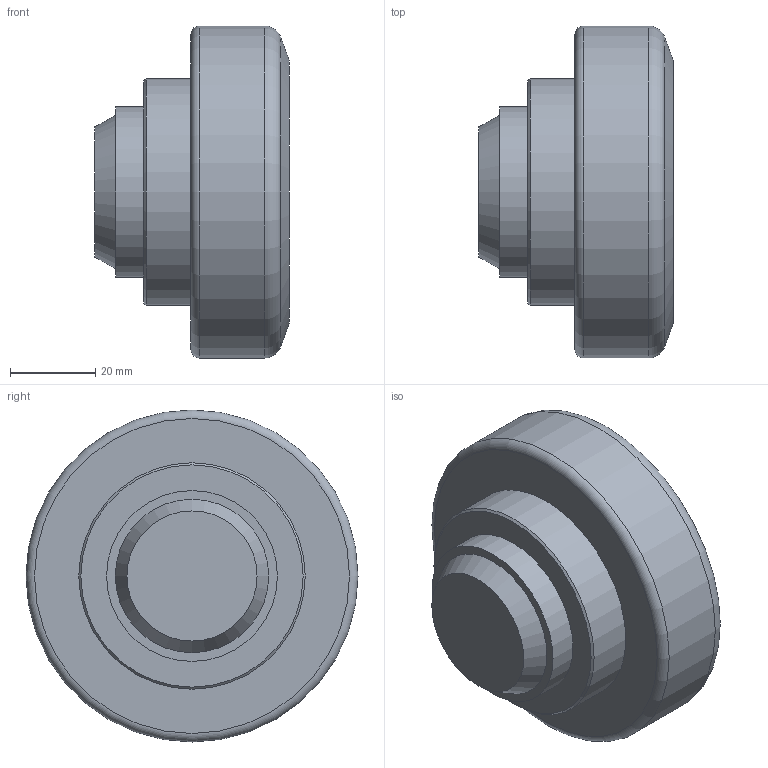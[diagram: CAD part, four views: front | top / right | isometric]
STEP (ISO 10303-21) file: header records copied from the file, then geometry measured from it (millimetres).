
FILE_DESCRIPTION(/* description */ (''),/* implementation_level */ '2;1');
FILE_NAME(/* name */ '2-2077 v3.step',/* time_stamp */ '2023-05-24T12:50:33+01:00',/* author */ (''),/* organization */ (''),/* preprocessor_version */ 'ST-DEVELOPER v19.2',/* originating_system */ 'Autodesk Translation Framework v11.17.0.187',/* authorisation */ '');
FILE_SCHEMA (('AUTOMOTIVE_DESIGN { 1 0 10303 214 3 1 1 }'));
Length unit declared in the file: millimetre
Products named in the file (1): 2-2077
Bounding box: 45.5 x 77.7 x 77.7 mm (x, y, z)
Volume: 142582.4 mm3; surface area: 17013.1 mm2
Topology: 1 solids, 1 shells, 13 faces, 23 edges, 15 vertices
Faces by surface type: plane 5, cone 3, cylinder 3, torus 2
Full cylindrical faces by diameter (mm): 40 x1, 53 x1, 77.7 x1
Entity records: 359 total; most frequent: DIRECTION 68, CARTESIAN_POINT 52, ORIENTED_EDGE 46, AXIS2_PLACEMENT_3D 31, EDGE_CURVE 23, CIRCLE 17, EDGE_LOOP 16, VERTEX_POINT 15
